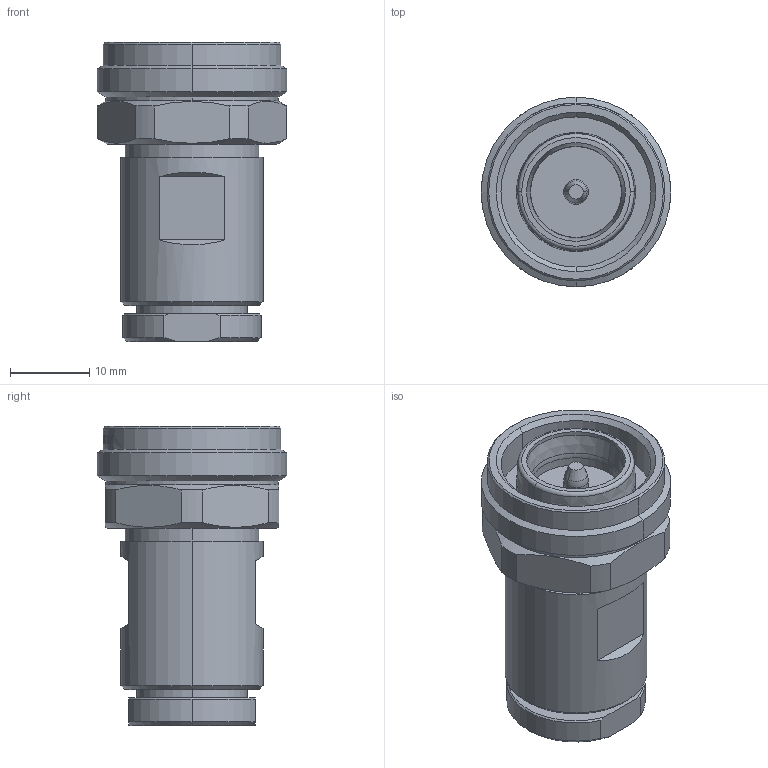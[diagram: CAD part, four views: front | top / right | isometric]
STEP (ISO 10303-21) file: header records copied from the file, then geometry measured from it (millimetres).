
FILE_DESCRIPTION (( 'STEP AP214' ), '1' );
FILE_NAME ('J01440A0011.STEP', '2016-09-22T12:46:00', ( '' ), ( '' ), 'SwSTEP 2.0', 'SolidWorks 2015', '' );
FILE_SCHEMA (( 'AUTOMOTIVE_DESIGN' ));
Length unit declared in the file: millimetre
Products named in the file (1): J01440A0011
Bounding box: 24 x 24 x 37.85 mm (x, y, z)
Volume: 9644.1 mm3; surface area: 4405.4 mm2
Topology: 1 solids, 1 shells, 261 faces, 655 edges, 423 vertices
Faces by surface type: plane 83, bspline 83, cylinder 55, cone 30, torus 10
Entity records: 17196 total; most frequent: CARTESIAN_POINT 8765, ORIENTED_EDGE 1310, DIRECTION 883, EDGE_CURVE 655, VERTEX_POINT 423, AXIS2_PLACEMENT_3D 348, B_SPLINE_CURVE_WITH_KNOTS 295, EDGE_LOOP 288
